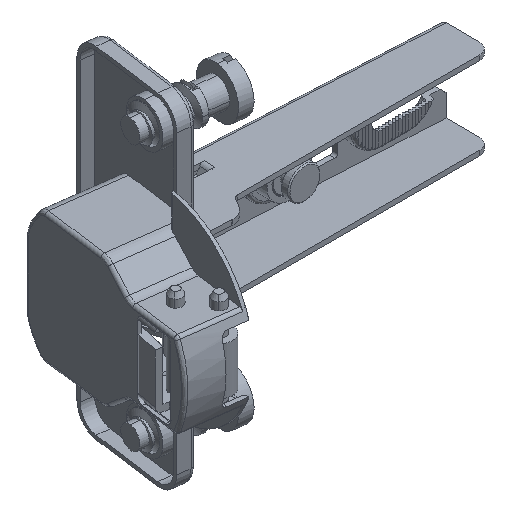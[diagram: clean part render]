
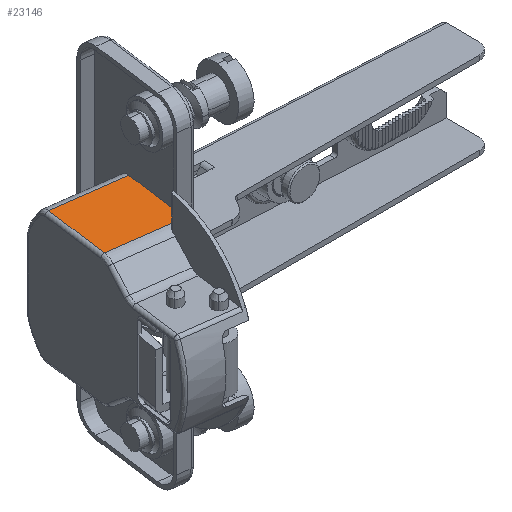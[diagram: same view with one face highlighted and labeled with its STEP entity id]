
A CAD part, isometric view. The second image highlights one B-rep face of the part: STEP entity #23146.
In plain terms, the highlighted face is planar.
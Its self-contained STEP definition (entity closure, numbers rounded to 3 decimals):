
#317 = ORIENTED_EDGE ( 'NONE', *, *, #25688, .F. ) ;
#739 = LINE ( 'NONE', #22549, #20219 ) ;
#3266 = DIRECTION ( 'NONE',  ( 0., -1., 0. ) ) ;
#4048 = VECTOR ( 'NONE', #29328, 1000. ) ;
#7305 = CARTESIAN_POINT ( 'NONE',  ( 11.8, 1.32, 7.15 ) ) ;
#7714 = CARTESIAN_POINT ( 'NONE',  ( 11.8, 1.32, 0.7 ) ) ;
#8506 = DIRECTION ( 'NONE',  ( 0., -1., 0. ) ) ;
#9125 = DIRECTION ( 'NONE',  ( 0., 0., -1. ) ) ;
#10862 = CARTESIAN_POINT ( 'NONE',  ( 11.8, 7.198, 13.6 ) ) ;
#11490 = ORIENTED_EDGE ( 'NONE', *, *, #16227, .F. ) ;
#12764 = CARTESIAN_POINT ( 'NONE',  ( 11.8, 13.076, 0.7 ) ) ;
#16227 = EDGE_CURVE ( 'NONE', #23762, #20052, #34023, .T. ) ;
#17430 = EDGE_LOOP ( 'NONE', ( #33357, #22673, #317, #11490 ) ) ;
#18725 = VERTEX_POINT ( 'NONE', #23441 ) ;
#19285 = VECTOR ( 'NONE', #9125, 1000. ) ;
#20052 = VERTEX_POINT ( 'NONE', #12764 ) ;
#20113 = VERTEX_POINT ( 'NONE', #7714 ) ;
#20219 = VECTOR ( 'NONE', #3266, 1000. ) ;
#20297 = CARTESIAN_POINT ( 'NONE',  ( 11.8, 13.076, 7.15 ) ) ;
#21870 = LINE ( 'NONE', #10862, #28523 ) ;
#22382 = CARTESIAN_POINT ( 'NONE',  ( 11.8, 13.076, 0.7 ) ) ;
#22429 = AXIS2_PLACEMENT_3D ( 'NONE', #22382, #25469, #8506 ) ;
#22549 = CARTESIAN_POINT ( 'NONE',  ( 11.8, 10.5, 0.7 ) ) ;
#22673 = ORIENTED_EDGE ( 'NONE', *, *, #31046, .F. ) ;
#22761 = FACE_OUTER_BOUND ( 'NONE', #17430, .T. ) ;
#22932 = PLANE ( 'NONE',  #22429 ) ;
#23146 = ADVANCED_FACE ( 'NONE', ( #22761 ), #22932, .F. ) ;
#23441 = CARTESIAN_POINT ( 'NONE',  ( 11.8, 1.32, 13.6 ) ) ;
#23762 = VERTEX_POINT ( 'NONE', #31505 ) ;
#24424 = LINE ( 'NONE', #7305, #4048 ) ;
#25469 = DIRECTION ( 'NONE',  ( -1., 0., 0. ) ) ;
#25688 = EDGE_CURVE ( 'NONE', #20052, #20113, #739, .T. ) ;
#26375 = EDGE_CURVE ( 'NONE', #18725, #23762, #21870, .T. ) ;
#28523 = VECTOR ( 'NONE', #30013, 1000. ) ;
#29328 = DIRECTION ( 'NONE',  ( 0., 0., 1. ) ) ;
#30013 = DIRECTION ( 'NONE',  ( 0., 1., 0. ) ) ;
#31046 = EDGE_CURVE ( 'NONE', #20113, #18725, #24424, .T. ) ;
#31505 = CARTESIAN_POINT ( 'NONE',  ( 11.8, 13.076, 13.6 ) ) ;
#33357 = ORIENTED_EDGE ( 'NONE', *, *, #26375, .F. ) ;
#34023 = LINE ( 'NONE', #20297, #19285 ) ;
